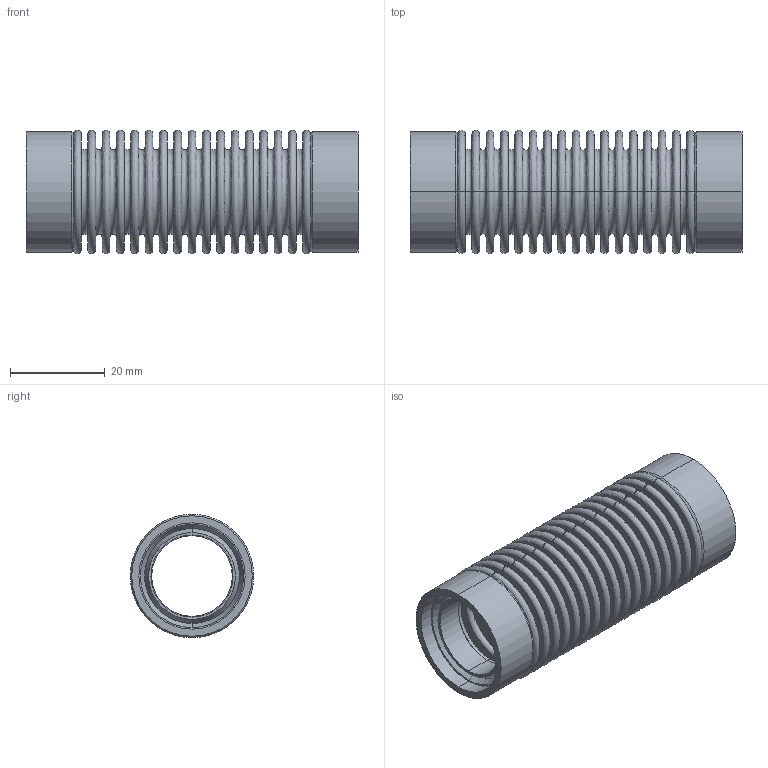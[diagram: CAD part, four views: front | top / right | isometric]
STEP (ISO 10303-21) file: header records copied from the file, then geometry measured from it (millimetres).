
FILE_DESCRIPTION( (''), '2;1');
FILE_NAME ('CAD716.3508.IC25A_931.stp','2017-05-12T14:49:07',(''),(''),'spGate 12.6.6','','');
FILE_SCHEMA (('AUTOMOTIVE_DESIGN'));
Length unit declared in the file: millimetre
Products named in the file (4): Assembly; IC25A-1; IC25A-2; IC25A-3
Assembly tree (3 placements, depth 2):
  Assembly
    IC25A-1
    IC25A-2
    IC25A-3
Bounding box: 70 x 26 x 26 mm (x, y, z)
Volume: 6093.9 mm3; surface area: 28580.2 mm2
Topology: 3 solids, 3 shells, 254 faces, 508 edges, 332 vertices
Faces by surface type: bspline 156, plane 78, cylinder 20
Entity records: 14498 total; most frequent: CARTESIAN_POINT 5316, ORIENTED_EDGE 1016, DIRECTION 876, COLOUR_RGB 765, PRESENTATION_STYLE_ASSIGNMENT 765, STYLED_ITEM 765, EDGE_CURVE 508, DRAUGHTING_PRE_DEFINED_CURVE_FONT 508
